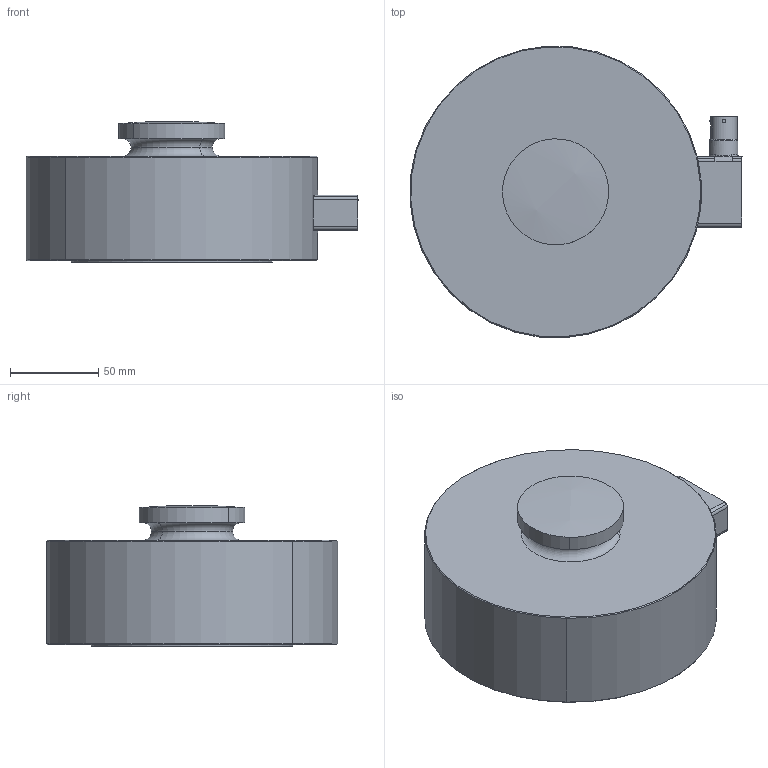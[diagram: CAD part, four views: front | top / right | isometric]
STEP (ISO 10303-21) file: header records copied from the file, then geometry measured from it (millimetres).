
FILE_DESCRIPTION(('STEP AP214'),'1');
FILE_NAME('C2S Ø165 with MIL.stp','2017-04-26T15:55:32',(' '),(' '),'Spatial InterOp 3D',' ',' ');
FILE_SCHEMA(('automotive_design'));
Length unit declared in the file: millimetre
Products named in the file (6): C2S Ø165 with MIL; Body; Box; Disegno1; Disegno1 Geometry; Pin
Assembly tree (5 placements, depth 3):
  C2S Ø165 with MIL
    Body
    Box
    Disegno1
      Disegno1 Geometry
      Pin
Bounding box: 187.69 x 164.69 x 79.62 mm (x, y, z)
Volume: 1307287.2 mm3; surface area: 92808 mm2
Topology: 12 solids, 13 shells, 195 faces, 471 edges, 293 vertices
Faces by surface type: cylinder 99, plane 56, sphere 16, cone 12, torus 8, bspline 4
Entity records: 7926 total; most frequent: CARTESIAN_POINT 1606, DIRECTION 1014, ORIENTED_EDGE 902, EDGE_CURVE 451, AXIS2_PLACEMENT_3D 409, VERTEX_POINT 293, CIRCLE 211, STYLED_ITEM 207
